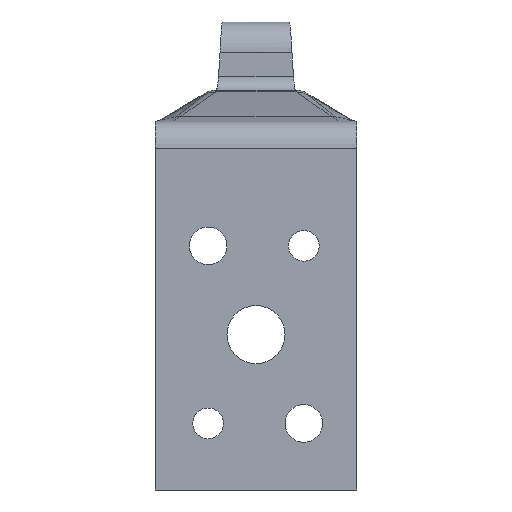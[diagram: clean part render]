
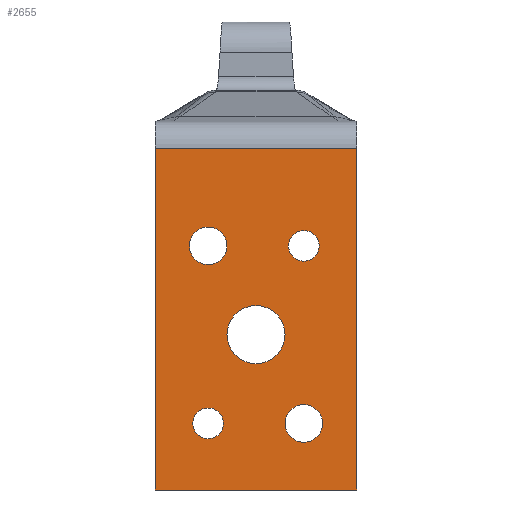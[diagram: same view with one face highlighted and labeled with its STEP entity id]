
A CAD part, front view. The second image highlights one B-rep face of the part: STEP entity #2655.
In plain terms, the highlighted face is planar.
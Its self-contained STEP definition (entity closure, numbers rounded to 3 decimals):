
#13 = EDGE_CURVE ( 'NONE', #471, #1950, #2436, .T. ) ;
#30 = ORIENTED_EDGE ( 'NONE', *, *, #3496, .T. ) ;
#115 = CIRCLE ( 'NONE', #2665, 2.75 ) ;
#131 = VERTEX_POINT ( 'NONE', #2614 ) ;
#173 = CARTESIAN_POINT ( 'NONE',  ( -4., -45., 7. ) ) ;
#212 = VECTOR ( 'NONE', #651, 1000. ) ;
#254 = EDGE_LOOP ( 'NONE', ( #4365, #3716 ) ) ;
#274 = CARTESIAN_POINT ( 'NONE',  ( -4., -52., -14.75 ) ) ;
#397 = EDGE_CURVE ( 'NONE', #1868, #3863, #3679, .T. ) ;
#471 = VERTEX_POINT ( 'NONE', #1832 ) ;
#516 = CIRCLE ( 'NONE', #2223, 2.75 ) ;
#530 = DIRECTION ( 'NONE',  ( 0., -1., 0. ) ) ;
#540 = CARTESIAN_POINT ( 'NONE',  ( -4., -42.25, 7. ) ) ;
#559 = ORIENTED_EDGE ( 'NONE', *, *, #4553, .T. ) ;
#562 = DIRECTION ( 'NONE',  ( 0., -1., 0. ) ) ;
#600 = EDGE_LOOP ( 'NONE', ( #2264, #4493 ) ) ;
#621 = CARTESIAN_POINT ( 'NONE',  ( -4., -42.25, -7. ) ) ;
#651 = DIRECTION ( 'NONE',  ( 0., 0., 1. ) ) ;
#679 = VERTEX_POINT ( 'NONE', #173 ) ;
#692 = FACE_BOUND ( 'NONE', #600, .T. ) ;
#721 = DIRECTION ( 'NONE',  ( 0., -1., 0. ) ) ;
#742 = EDGE_LOOP ( 'NONE', ( #4644, #2847 ) ) ;
#744 = CARTESIAN_POINT ( 'NONE',  ( -4., -14., 7. ) ) ;
#811 = AXIS2_PLACEMENT_3D ( 'NONE', #2108, #1013, #3546 ) ;
#935 = EDGE_CURVE ( 'NONE', #2834, #4585, #1738, .T. ) ;
#974 = ORIENTED_EDGE ( 'NONE', *, *, #4312, .F. ) ;
#1013 = DIRECTION ( 'NONE',  ( 1., 0., 0. ) ) ;
#1065 = CARTESIAN_POINT ( 'NONE',  ( -4., -16.25, -7. ) ) ;
#1113 = EDGE_CURVE ( 'NONE', #4585, #2834, #3367, .T. ) ;
#1137 = VERTEX_POINT ( 'NONE', #2345 ) ;
#1203 = CARTESIAN_POINT ( 'NONE',  ( -4., -52., 14.75 ) ) ;
#1233 = CARTESIAN_POINT ( 'NONE',  ( -4., -2., -14.75 ) ) ;
#1321 = DIRECTION ( 'NONE',  ( 1., 0., 0. ) ) ;
#1376 = CARTESIAN_POINT ( 'NONE',  ( -4., -19., -7. ) ) ;
#1462 = CARTESIAN_POINT ( 'NONE',  ( -4., -39.5, 7. ) ) ;
#1495 = CARTESIAN_POINT ( 'NONE',  ( -4., -16.25, 7. ) ) ;
#1652 = CARTESIAN_POINT ( 'NONE',  ( -4., -16.25, 7. ) ) ;
#1697 = EDGE_LOOP ( 'NONE', ( #30, #2233 ) ) ;
#1738 = CIRCLE ( 'NONE', #3980, 2.25 ) ;
#1784 = FACE_OUTER_BOUND ( 'NONE', #4429, .T. ) ;
#1805 = CARTESIAN_POINT ( 'NONE',  ( -4., -2., -14.75 ) ) ;
#1832 = CARTESIAN_POINT ( 'NONE',  ( -4., -25., 0. ) ) ;
#1835 = ORIENTED_EDGE ( 'NONE', *, *, #397, .T. ) ;
#1859 = VERTEX_POINT ( 'NONE', #1233 ) ;
#1868 = VERTEX_POINT ( 'NONE', #2324 ) ;
#1950 = VERTEX_POINT ( 'NONE', #3444 ) ;
#2033 = DIRECTION ( 'NONE',  ( 0., -1., 0. ) ) ;
#2046 = VECTOR ( 'NONE', #2867, 1000. ) ;
#2077 = CARTESIAN_POINT ( 'NONE',  ( -4., -42.25, 7. ) ) ;
#2108 = CARTESIAN_POINT ( 'NONE',  ( -4., -29.25, 0. ) ) ;
#2176 = DIRECTION ( 'NONE',  ( 0., -1., 0. ) ) ;
#2223 = AXIS2_PLACEMENT_3D ( 'NONE', #540, #2344, #562 ) ;
#2224 = CARTESIAN_POINT ( 'NONE',  ( -4., -2., -14.75 ) ) ;
#2233 = ORIENTED_EDGE ( 'NONE', *, *, #3955, .T. ) ;
#2264 = ORIENTED_EDGE ( 'NONE', *, *, #13, .T. ) ;
#2274 = EDGE_CURVE ( 'NONE', #1137, #3624, #3290, .T. ) ;
#2324 = CARTESIAN_POINT ( 'NONE',  ( -4., -40., -7. ) ) ;
#2344 = DIRECTION ( 'NONE',  ( 1., 0., 0. ) ) ;
#2345 = CARTESIAN_POINT ( 'NONE',  ( -4., -13.5, -7. ) ) ;
#2358 = AXIS2_PLACEMENT_3D ( 'NONE', #1495, #4448, #3902 ) ;
#2373 = DIRECTION ( 'NONE',  ( 1., 0., 0. ) ) ;
#2409 = CARTESIAN_POINT ( 'NONE',  ( -4., -16.25, -7. ) ) ;
#2436 = CIRCLE ( 'NONE', #811, 4.25 ) ;
#2501 = VERTEX_POINT ( 'NONE', #1462 ) ;
#2517 = FACE_BOUND ( 'NONE', #742, .T. ) ;
#2547 = DIRECTION ( 'NONE',  ( 0., -1., 0. ) ) ;
#2614 = CARTESIAN_POINT ( 'NONE',  ( -4., -2., 14.75 ) ) ;
#2655 = ADVANCED_FACE ( 'NONE', ( #3265, #2517, #2875, #692, #4720, #1784 ), #4770, .T. ) ;
#2665 = AXIS2_PLACEMENT_3D ( 'NONE', #2077, #4281, #3895 ) ;
#2736 = DIRECTION ( 'NONE',  ( 1., 0., 0. ) ) ;
#2778 = CARTESIAN_POINT ( 'NONE',  ( -4., -18.5, 7. ) ) ;
#2815 = VECTOR ( 'NONE', #4717, 1000. ) ;
#2834 = VERTEX_POINT ( 'NONE', #2778 ) ;
#2847 = ORIENTED_EDGE ( 'NONE', *, *, #4582, .T. ) ;
#2862 = LINE ( 'NONE', #4340, #2999 ) ;
#2867 = DIRECTION ( 'NONE',  ( 0., 0., 1. ) ) ;
#2875 = FACE_BOUND ( 'NONE', #1697, .T. ) ;
#2885 = EDGE_CURVE ( 'NONE', #1950, #471, #3674, .T. ) ;
#2914 = CARTESIAN_POINT ( 'NONE',  ( -4., -2., -14.75 ) ) ;
#2948 = DIRECTION ( 'NONE',  ( -1., 0., 0. ) ) ;
#2971 = AXIS2_PLACEMENT_3D ( 'NONE', #621, #4648, #2033 ) ;
#2999 = VECTOR ( 'NONE', #4730, 1000. ) ;
#3081 = CIRCLE ( 'NONE', #4007, 2.25 ) ;
#3182 = EDGE_LOOP ( 'NONE', ( #1835, #4435 ) ) ;
#3265 = FACE_BOUND ( 'NONE', #3182, .T. ) ;
#3290 = CIRCLE ( 'NONE', #3681, 2.75 ) ;
#3296 = DIRECTION ( 'NONE',  ( 1., 0., 0. ) ) ;
#3309 = CIRCLE ( 'NONE', #4389, 2.75 ) ;
#3318 = VERTEX_POINT ( 'NONE', #274 ) ;
#3320 = DIRECTION ( 'NONE',  ( 1., 0., 0. ) ) ;
#3331 = EDGE_CURVE ( 'NONE', #1859, #131, #4395, .T. ) ;
#3361 = CARTESIAN_POINT ( 'NONE',  ( -4., -44.5, -7. ) ) ;
#3367 = CIRCLE ( 'NONE', #2358, 2.25 ) ;
#3444 = CARTESIAN_POINT ( 'NONE',  ( -4., -33.5, 0. ) ) ;
#3496 = EDGE_CURVE ( 'NONE', #2501, #679, #115, .T. ) ;
#3533 = DIRECTION ( 'NONE',  ( 0., -1., 0. ) ) ;
#3546 = DIRECTION ( 'NONE',  ( 0., -1., 0. ) ) ;
#3563 = CARTESIAN_POINT ( 'NONE',  ( -4., -29.25, 0. ) ) ;
#3624 = VERTEX_POINT ( 'NONE', #1376 ) ;
#3674 = CIRCLE ( 'NONE', #4528, 4.25 ) ;
#3679 = CIRCLE ( 'NONE', #2971, 2.25 ) ;
#3681 = AXIS2_PLACEMENT_3D ( 'NONE', #2409, #1321, #3533 ) ;
#3698 = EDGE_CURVE ( 'NONE', #1859, #3318, #4306, .T. ) ;
#3716 = ORIENTED_EDGE ( 'NONE', *, *, #935, .T. ) ;
#3741 = VERTEX_POINT ( 'NONE', #1203 ) ;
#3863 = VERTEX_POINT ( 'NONE', #3361 ) ;
#3895 = DIRECTION ( 'NONE',  ( 0., -1., 0. ) ) ;
#3902 = DIRECTION ( 'NONE',  ( 0., -1., 0. ) ) ;
#3955 = EDGE_CURVE ( 'NONE', #679, #2501, #516, .T. ) ;
#3973 = LINE ( 'NONE', #4360, #212 ) ;
#3980 = AXIS2_PLACEMENT_3D ( 'NONE', #1652, #2736, #530 ) ;
#3991 = AXIS2_PLACEMENT_3D ( 'NONE', #2224, #2948, #2176 ) ;
#4007 = AXIS2_PLACEMENT_3D ( 'NONE', #4775, #3320, #2547 ) ;
#4133 = ORIENTED_EDGE ( 'NONE', *, *, #3331, .F. ) ;
#4281 = DIRECTION ( 'NONE',  ( 1., 0., 0. ) ) ;
#4306 = LINE ( 'NONE', #1805, #2815 ) ;
#4312 = EDGE_CURVE ( 'NONE', #131, #3741, #2862, .T. ) ;
#4340 = CARTESIAN_POINT ( 'NONE',  ( -4., -2., 14.75 ) ) ;
#4360 = CARTESIAN_POINT ( 'NONE',  ( -4., -52., -14.75 ) ) ;
#4364 = ORIENTED_EDGE ( 'NONE', *, *, #3698, .T. ) ;
#4365 = ORIENTED_EDGE ( 'NONE', *, *, #1113, .T. ) ;
#4389 = AXIS2_PLACEMENT_3D ( 'NONE', #1065, #3296, #721 ) ;
#4395 = LINE ( 'NONE', #2914, #2046 ) ;
#4429 = EDGE_LOOP ( 'NONE', ( #974, #4133, #4364, #559 ) ) ;
#4435 = ORIENTED_EDGE ( 'NONE', *, *, #4609, .T. ) ;
#4448 = DIRECTION ( 'NONE',  ( 1., 0., 0. ) ) ;
#4493 = ORIENTED_EDGE ( 'NONE', *, *, #2885, .T. ) ;
#4528 = AXIS2_PLACEMENT_3D ( 'NONE', #3563, #2373, #4668 ) ;
#4553 = EDGE_CURVE ( 'NONE', #3318, #3741, #3973, .T. ) ;
#4582 = EDGE_CURVE ( 'NONE', #3624, #1137, #3309, .T. ) ;
#4585 = VERTEX_POINT ( 'NONE', #744 ) ;
#4609 = EDGE_CURVE ( 'NONE', #3863, #1868, #3081, .T. ) ;
#4644 = ORIENTED_EDGE ( 'NONE', *, *, #2274, .T. ) ;
#4648 = DIRECTION ( 'NONE',  ( 1., 0., 0. ) ) ;
#4668 = DIRECTION ( 'NONE',  ( 0., -1., 0. ) ) ;
#4717 = DIRECTION ( 'NONE',  ( 0., -1., 0. ) ) ;
#4720 = FACE_BOUND ( 'NONE', #254, .T. ) ;
#4730 = DIRECTION ( 'NONE',  ( 0., -1., 0. ) ) ;
#4770 = PLANE ( 'NONE',  #3991 ) ;
#4775 = CARTESIAN_POINT ( 'NONE',  ( -4., -42.25, -7. ) ) ;
